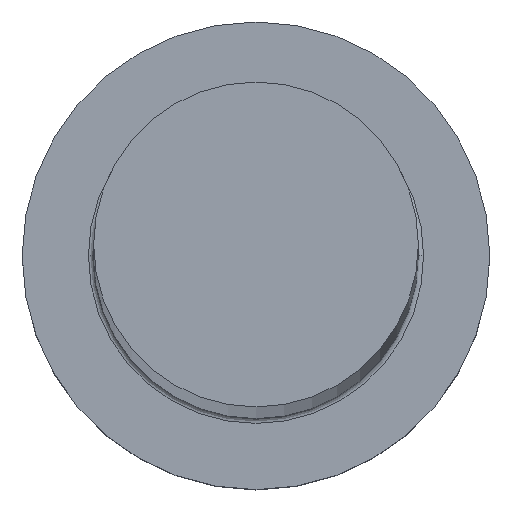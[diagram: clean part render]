
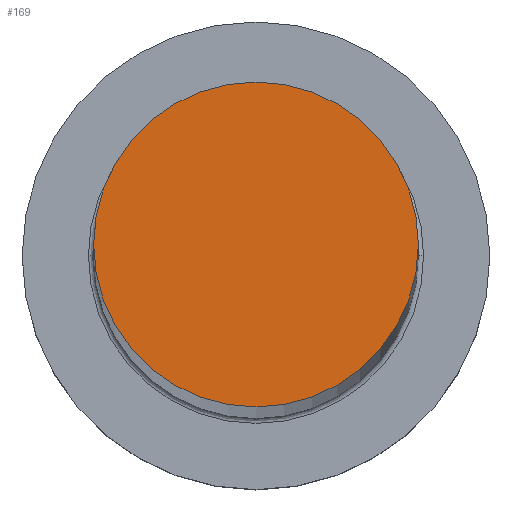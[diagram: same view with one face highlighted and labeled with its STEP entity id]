
A CAD part, top view. The second image highlights one B-rep face of the part: STEP entity #169.
In plain terms, the highlighted planar face has unit normal (0, 0, 1).
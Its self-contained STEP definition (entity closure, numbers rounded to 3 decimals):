
#9 = AXIS2_PLACEMENT_3D ( 'NONE', #173, #267, #297 ) ;
#22 = DIRECTION ( 'NONE',  ( 1., 0., 0. ) ) ;
#51 = FACE_OUTER_BOUND ( 'NONE', #149, .T. ) ;
#56 = AXIS2_PLACEMENT_3D ( 'NONE', #71, #235, #22 ) ;
#63 = ORIENTED_EDGE ( 'NONE', *, *, #85, .T. ) ;
#71 = CARTESIAN_POINT ( 'NONE',  ( 0., 0., 257. ) ) ;
#85 = EDGE_CURVE ( 'NONE', #274, #245, #161, .T. ) ;
#94 = CARTESIAN_POINT ( 'NONE',  ( 6.25, 0., 257. ) ) ;
#119 = PLANE ( 'NONE',  #141 ) ;
#133 = ORIENTED_EDGE ( 'NONE', *, *, #208, .T. ) ;
#140 = DIRECTION ( 'NONE',  ( 0., 0., 1. ) ) ;
#141 = AXIS2_PLACEMENT_3D ( 'NONE', #163, #140, #183 ) ;
#149 = EDGE_LOOP ( 'NONE', ( #63, #133 ) ) ;
#161 = CIRCLE ( 'NONE', #9, 6.25 ) ;
#163 = CARTESIAN_POINT ( 'NONE',  ( 0., 0., 257. ) ) ;
#169 = ADVANCED_FACE ( 'NONE', ( #51 ), #119, .T. ) ;
#173 = CARTESIAN_POINT ( 'NONE',  ( 0., 0., 257. ) ) ;
#183 = DIRECTION ( 'NONE',  ( 1., 0., 0. ) ) ;
#208 = EDGE_CURVE ( 'NONE', #245, #274, #306, .T. ) ;
#235 = DIRECTION ( 'NONE',  ( 0., 0., 1. ) ) ;
#245 = VERTEX_POINT ( 'NONE', #94 ) ;
#267 = DIRECTION ( 'NONE',  ( 0., 0., 1. ) ) ;
#274 = VERTEX_POINT ( 'NONE', #300 ) ;
#297 = DIRECTION ( 'NONE',  ( 1., 0., 0. ) ) ;
#300 = CARTESIAN_POINT ( 'NONE',  ( -6.25, 0., 257. ) ) ;
#306 = CIRCLE ( 'NONE', #56, 6.25 ) ;
